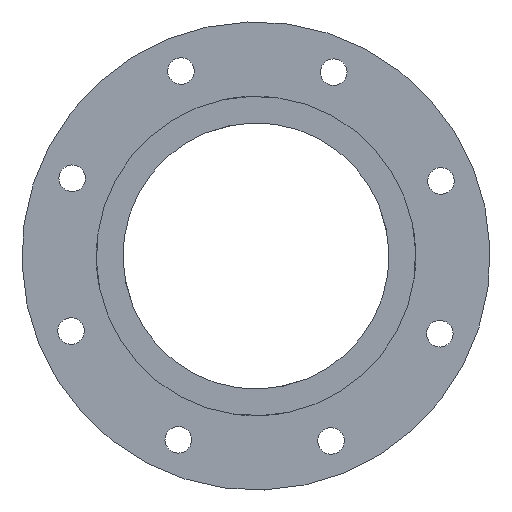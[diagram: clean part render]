
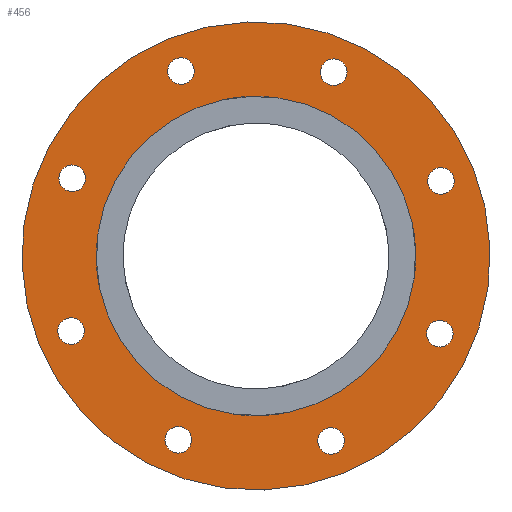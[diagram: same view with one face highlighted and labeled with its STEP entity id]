
A CAD part, front view. The second image highlights one B-rep face of the part: STEP entity #456.
In plain terms, the highlighted planar face has unit normal (0, -1, 0).
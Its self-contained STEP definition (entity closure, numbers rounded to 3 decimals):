
#32=FACE_BOUND('',#135,.T.);
#33=FACE_BOUND('',#136,.T.);
#34=FACE_BOUND('',#137,.T.);
#35=FACE_BOUND('',#138,.T.);
#36=FACE_BOUND('',#139,.T.);
#37=FACE_BOUND('',#140,.T.);
#38=FACE_BOUND('',#141,.T.);
#39=FACE_BOUND('',#142,.T.);
#40=FACE_BOUND('',#143,.T.);
#52=CIRCLE('',#472,30.);
#53=CIRCLE('',#474,2.5);
#55=CIRCLE('',#477,2.5);
#57=CIRCLE('',#480,2.5);
#60=CIRCLE('',#485,2.5);
#62=CIRCLE('',#488,2.5);
#64=CIRCLE('',#491,2.5);
#66=CIRCLE('',#494,2.5);
#68=CIRCLE('',#497,2.5);
#70=CIRCLE('',#500,44.);
#73=PLANE('',#502);
#95=FACE_OUTER_BOUND('',#134,.T.);
#134=EDGE_LOOP('',(#397));
#135=EDGE_LOOP('',(#398));
#136=EDGE_LOOP('',(#399));
#137=EDGE_LOOP('',(#400));
#138=EDGE_LOOP('',(#401));
#139=EDGE_LOOP('',(#402));
#140=EDGE_LOOP('',(#403));
#141=EDGE_LOOP('',(#404));
#142=EDGE_LOOP('',(#405));
#143=EDGE_LOOP('',(#406));
#226=VERTEX_POINT('',#1196);
#227=VERTEX_POINT('',#1200);
#229=VERTEX_POINT('',#1206);
#231=VERTEX_POINT('',#1212);
#234=VERTEX_POINT('',#1222);
#236=VERTEX_POINT('',#1228);
#238=VERTEX_POINT('',#1234);
#240=VERTEX_POINT('',#1240);
#242=VERTEX_POINT('',#1246);
#244=VERTEX_POINT('',#1252);
#273=EDGE_CURVE('',#226,#226,#52,.T.);
#274=EDGE_CURVE('',#227,#227,#53,.T.);
#277=EDGE_CURVE('',#229,#229,#55,.T.);
#280=EDGE_CURVE('',#231,#231,#57,.T.);
#285=EDGE_CURVE('',#234,#234,#60,.T.);
#288=EDGE_CURVE('',#236,#236,#62,.T.);
#291=EDGE_CURVE('',#238,#238,#64,.T.);
#294=EDGE_CURVE('',#240,#240,#66,.T.);
#297=EDGE_CURVE('',#242,#242,#68,.T.);
#300=EDGE_CURVE('',#244,#244,#70,.T.);
#397=ORIENTED_EDGE('',*,*,#300,.T.);
#398=ORIENTED_EDGE('',*,*,#273,.T.);
#399=ORIENTED_EDGE('',*,*,#297,.T.);
#400=ORIENTED_EDGE('',*,*,#294,.T.);
#401=ORIENTED_EDGE('',*,*,#291,.T.);
#402=ORIENTED_EDGE('',*,*,#288,.T.);
#403=ORIENTED_EDGE('',*,*,#285,.T.);
#404=ORIENTED_EDGE('',*,*,#280,.T.);
#405=ORIENTED_EDGE('',*,*,#277,.T.);
#406=ORIENTED_EDGE('',*,*,#274,.T.);
#456=ADVANCED_FACE('',(#95,#32,#33,#34,#35,#36,#37,#38,#39,#40),#73,.T.);
#472=AXIS2_PLACEMENT_3D('',#1198,#539,#540);
#474=AXIS2_PLACEMENT_3D('',#1201,#543,#544);
#477=AXIS2_PLACEMENT_3D('',#1207,#550,#551);
#480=AXIS2_PLACEMENT_3D('',#1213,#557,#558);
#485=AXIS2_PLACEMENT_3D('',#1223,#569,#570);
#488=AXIS2_PLACEMENT_3D('',#1229,#576,#577);
#491=AXIS2_PLACEMENT_3D('',#1235,#583,#584);
#494=AXIS2_PLACEMENT_3D('',#1241,#590,#591);
#497=AXIS2_PLACEMENT_3D('',#1247,#597,#598);
#500=AXIS2_PLACEMENT_3D('',#1253,#604,#605);
#502=AXIS2_PLACEMENT_3D('',#1257,#609,#610);
#539=DIRECTION('center_axis',(0.,1.,0.));
#540=DIRECTION('ref_axis',(0.927,0.,0.376));
#543=DIRECTION('center_axis',(0.,1.,0.));
#544=DIRECTION('ref_axis',(0.927,0.,0.376));
#550=DIRECTION('center_axis',(0.,1.,0.));
#551=DIRECTION('ref_axis',(0.927,0.,0.376));
#557=DIRECTION('center_axis',(0.,1.,0.));
#558=DIRECTION('ref_axis',(0.927,0.,0.376));
#569=DIRECTION('center_axis',(0.,1.,0.));
#570=DIRECTION('ref_axis',(0.927,0.,0.376));
#576=DIRECTION('center_axis',(0.,1.,0.));
#577=DIRECTION('ref_axis',(0.927,0.,0.376));
#583=DIRECTION('center_axis',(0.,1.,0.));
#584=DIRECTION('ref_axis',(0.927,0.,0.376));
#590=DIRECTION('center_axis',(0.,1.,0.));
#591=DIRECTION('ref_axis',(0.927,0.,0.376));
#597=DIRECTION('center_axis',(0.,1.,0.));
#598=DIRECTION('ref_axis',(0.927,0.,0.376));
#604=DIRECTION('center_axis',(0.,-1.,0.));
#605=DIRECTION('ref_axis',(0.927,0.,0.376));
#609=DIRECTION('center_axis',(0.,-1.,0.));
#610=DIRECTION('ref_axis',(0.927,0.,0.376));
#1196=CARTESIAN_POINT('',(117.694,-99.359,133.228));
#1198=CARTESIAN_POINT('Origin',(145.494,-99.359,144.506));
#1200=CARTESIAN_POINT('',(177.717,-99.359,128.963));
#1201=CARTESIAN_POINT('Origin',(180.034,-99.359,129.903));
#1206=CARTESIAN_POINT('',(157.78,-99.359,178.106));
#1207=CARTESIAN_POINT('Origin',(160.097,-99.359,179.046));
#1212=CARTESIAN_POINT('',(177.927,-99.359,157.664));
#1213=CARTESIAN_POINT('Origin',(180.243,-99.359,158.604));
#1222=CARTESIAN_POINT('',(108.428,-99.359,129.469));
#1223=CARTESIAN_POINT('Origin',(110.745,-99.359,130.409));
#1228=CARTESIAN_POINT('',(108.637,-99.359,158.169));
#1229=CARTESIAN_POINT('Origin',(110.954,-99.359,159.109));
#1234=CARTESIAN_POINT('',(157.275,-99.359,108.817));
#1235=CARTESIAN_POINT('Origin',(159.591,-99.359,109.757));
#1240=CARTESIAN_POINT('',(129.08,-99.359,178.316));
#1241=CARTESIAN_POINT('Origin',(131.396,-99.359,179.255));
#1246=CARTESIAN_POINT('',(128.574,-99.359,109.027));
#1247=CARTESIAN_POINT('Origin',(130.891,-99.359,109.966));
#1252=CARTESIAN_POINT('',(104.721,-99.359,127.965));
#1253=CARTESIAN_POINT('Origin',(145.494,-99.359,144.506));
#1257=CARTESIAN_POINT('Origin',(145.494,-99.359,144.506));
